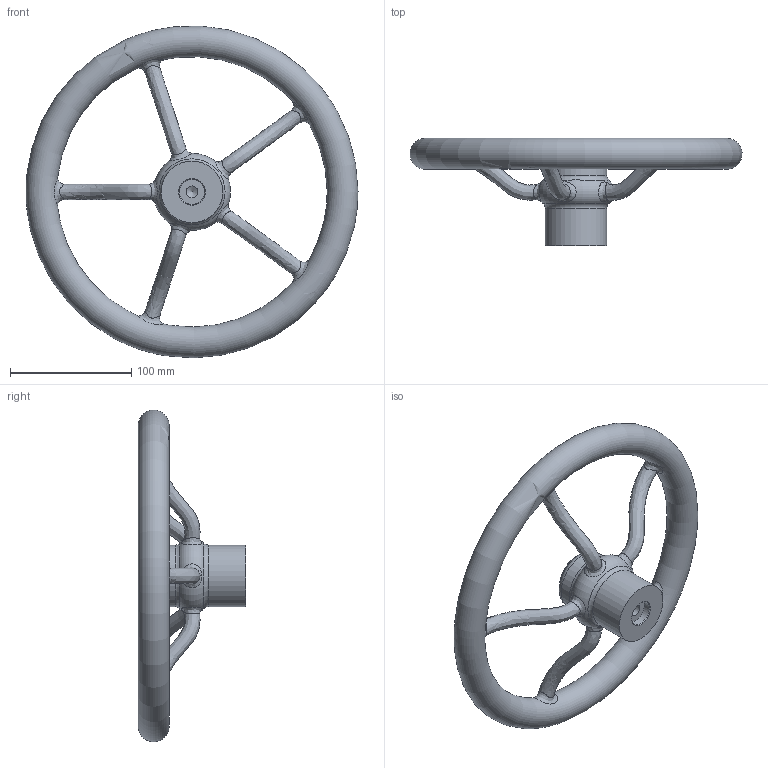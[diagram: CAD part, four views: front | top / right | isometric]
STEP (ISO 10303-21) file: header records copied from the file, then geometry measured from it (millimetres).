
FILE_DESCRIPTION (( 'STEP AP203' ), '1' );
FILE_NAME ('E4.STEP', '2026-01-13T16:44:25', ( '' ), ( '' ), 'SwSTEP 2.0', 'SolidWorks 2026', '' );
FILE_SCHEMA (( 'CONFIG_CONTROL_DESIGN' ));
Length unit declared in the file: inch
Products named in the file (1): E4
Bounding box: 273.38 x 88.52 x 273.18 mm (x, y, z)
Volume: 617593.3 mm3; surface area: 96827.5 mm2
Topology: 1 solids, 1 shells, 31 faces, 75 edges, 46 vertices
Faces by surface type: bspline 15, torus 6, cylinder 4, plane 3, cone 3
Full cylindrical faces by diameter (mm): 9.804 x1, 20.637 x1, 50.8 x2
Entity records: 6144 total; most frequent: CARTESIAN_POINT 5615, ORIENTED_EDGE 68, EDGE_LOOP 68, DIRECTION 62, FACE_OUTER_BOUND 54, VERTEX_POINT 34, EDGE_CURVE 34, ADVANCED_FACE 31
